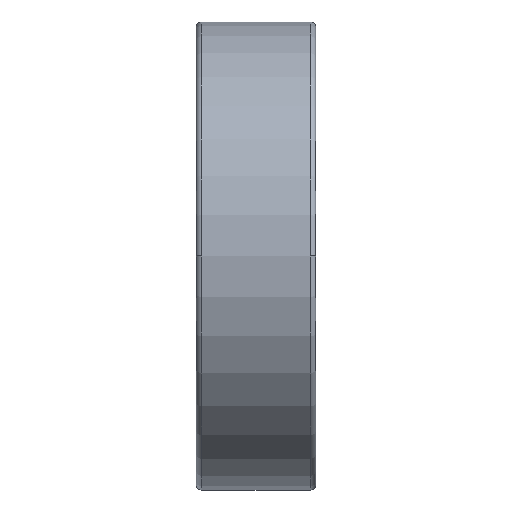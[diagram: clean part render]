
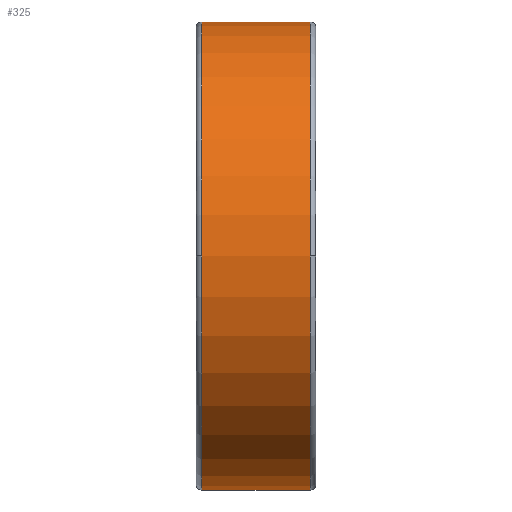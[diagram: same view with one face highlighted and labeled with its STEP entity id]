
A CAD part, front view. The second image highlights one B-rep face of the part: STEP entity #325.
In plain terms, the highlighted cylindrical face has radius 90 mm (diameter 180 mm), a partial arc.
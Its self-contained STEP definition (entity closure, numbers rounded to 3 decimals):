
#325=ADVANCED_FACE('',(#800),#801,.T.);
#800=FACE_OUTER_BOUND('',#1459,.T.);
#801=CYLINDRICAL_SURFACE('',#1460,90.0);
#1459=EDGE_LOOP('',(#2249,#2250,#2251,#2252,#2253,#2254));
#1460=AXIS2_PLACEMENT_3D('',#2255,#2256,#2257);
#2249=ORIENTED_EDGE('',*,*,#3734,.F.);
#2250=ORIENTED_EDGE('',*,*,#3735,.T.);
#2251=ORIENTED_EDGE('',*,*,#3736,.T.);
#2252=ORIENTED_EDGE('',*,*,#3737,.F.);
#2253=ORIENTED_EDGE('',*,*,#3738,.F.);
#2254=ORIENTED_EDGE('',*,*,#3730,.F.);
#2255=CARTESIAN_POINT('',(23.0,0.0,0.0));
#2256=DIRECTION('',(-1.0,0.0,0.0));
#2257=DIRECTION('',(0.0,0.,1.0));
#3730=EDGE_CURVE('',#4442,#4444,#4445,.T.);
#3734=EDGE_CURVE('',#4450,#4442,#4451,.T.);
#3735=EDGE_CURVE('',#4450,#4452,#4453,.T.);
#3736=EDGE_CURVE('',#4452,#4454,#4455,.T.);
#3737=EDGE_CURVE('',#4456,#4454,#4457,.T.);
#3738=EDGE_CURVE('',#4444,#4456,#4458,.T.);
#4442=VERTEX_POINT('',#5409);
#4444=VERTEX_POINT('',#5411);
#4445=CIRCLE('',#5412,90.0);
#4450=VERTEX_POINT('',#5417);
#4451=LINE('',#5418,#5419);
#4452=VERTEX_POINT('',#5420);
#4453=CIRCLE('',#5421,90.0);
#4454=VERTEX_POINT('',#5422);
#4455=CIRCLE('',#5423,90.0);
#4456=VERTEX_POINT('',#5424);
#4457=LINE('',#5425,#5426);
#4458=CIRCLE('',#5427,90.0);
#5409=CARTESIAN_POINT('',(43.9,0.,90.0));
#5411=CARTESIAN_POINT('',(43.9,-90.0,0.));
#5412=AXIS2_PLACEMENT_3D('',#6434,#6435,#6436);
#5417=CARTESIAN_POINT('',(2.1,0.,90.0));
#5418=CARTESIAN_POINT('',(23.0,0.,90.0));
#5419=VECTOR('',#6443,1.0);
#5420=CARTESIAN_POINT('',(2.1,-90.0,0.));
#5421=AXIS2_PLACEMENT_3D('',#6444,#6445,#6446);
#5422=CARTESIAN_POINT('',(2.1,0.,-90.0));
#5423=AXIS2_PLACEMENT_3D('',#6447,#6448,#6449);
#5424=CARTESIAN_POINT('',(43.9,0.,-90.0));
#5425=CARTESIAN_POINT('',(23.0,0.,-90.0));
#5426=VECTOR('',#6450,1.0);
#5427=AXIS2_PLACEMENT_3D('',#6451,#6452,#6453);
#6434=CARTESIAN_POINT('',(43.9,0.0,0.0));
#6435=DIRECTION('',(1.0,0.0,-0.0));
#6436=DIRECTION('',(0.0,0.,1.0));
#6443=DIRECTION('',(1.0,0.0,0.0));
#6444=CARTESIAN_POINT('',(2.1,0.0,0.0));
#6445=DIRECTION('',(1.0,0.0,-0.0));
#6446=DIRECTION('',(0.0,0.,1.0));
#6447=CARTESIAN_POINT('',(2.1,0.0,0.0));
#6448=DIRECTION('',(1.0,0.0,-0.0));
#6449=DIRECTION('',(0.0,0.,1.0));
#6450=DIRECTION('',(-1.0,-0.0,-0.0));
#6451=CARTESIAN_POINT('',(43.9,0.0,0.0));
#6452=DIRECTION('',(1.0,0.0,-0.0));
#6453=DIRECTION('',(0.0,0.,1.0));
